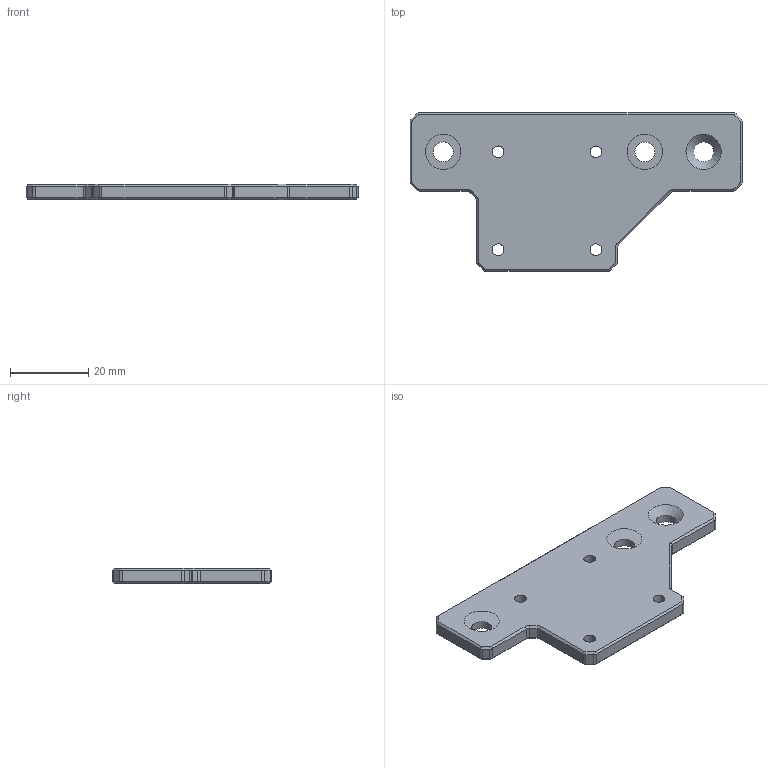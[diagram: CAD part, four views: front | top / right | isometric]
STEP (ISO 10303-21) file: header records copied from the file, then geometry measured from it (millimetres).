
FILE_DESCRIPTION(/* description */ ('','CAx-IF Rec.Pracs.---Representation and Presentation of Product Manufacturing Information (PMI)---4.0---2014-10-13'),/* implementation_level */ '2;1');
FILE_NAME(/* name */ 'X_PLATE.step',/* time_stamp */ '2025-01-06T20:03:23-08:00',/* author */ (''),/* organization */ (''),/* preprocessor_version */ 'ST-DEVELOPER v20',/* originating_system */ 'Autodesk Translation Framework v13.20.0.188',/* authorisation */ '');
FILE_SCHEMA (('AP242_MANAGED_MODEL_BASED_3D_ENGINEERING_MIM_LF { 1 0 10303 442 1 1 4 }'));
Length unit declared in the file: millimetre
Products named in the file (1): X_PLATE
Bounding box: 84.81 x 40.5 x 4 mm (x, y, z)
Volume: 9560.1 mm3; surface area: 5966.9 mm2
Topology: 1 solids, 1 shells, 108 faces, 252 edges, 146 vertices
Faces by surface type: plane 50, cone 35, cylinder 23
Full cylindrical faces by diameter (mm): 3 x4, 5.1 x3
Entity records: 3078 total; most frequent: DIRECTION 552, CARTESIAN_POINT 507, ORIENTED_EDGE 504, EDGE_CURVE 252, AXIS2_PLACEMENT_3D 191, LINE 170, VECTOR 170, VERTEX_POINT 146
